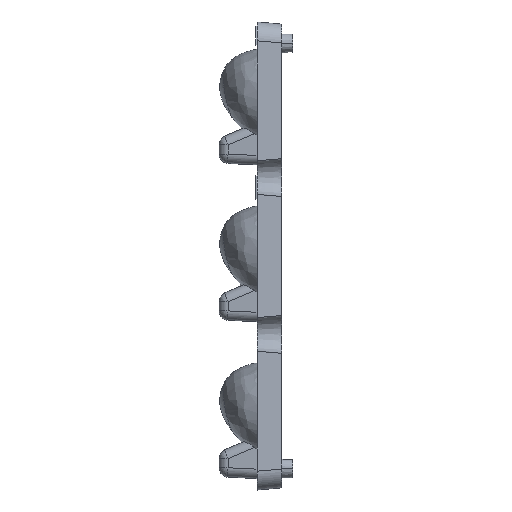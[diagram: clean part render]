
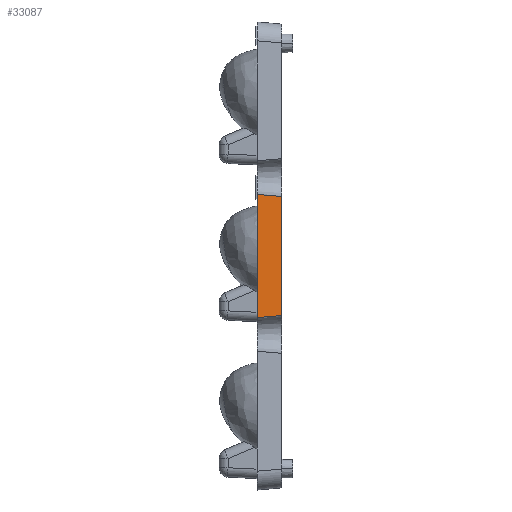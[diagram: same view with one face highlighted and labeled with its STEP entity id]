
A CAD part, left-side view. The second image highlights one B-rep face of the part: STEP entity #33087.
In plain terms, the highlighted planar face has unit normal (-0.996, -0.087, 0).
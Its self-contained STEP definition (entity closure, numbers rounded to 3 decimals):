
#188=DIRECTION('',(0.,0.,1.));
#189=VECTOR('',#188,12.602);
#190=CARTESIAN_POINT('',(-24.54,-2.4,-6.301));
#191=LINE('',#190,#189);
#5906=DIRECTION('',(0.,0.,1.));
#5907=VECTOR('',#5906,13.035);
#5908=CARTESIAN_POINT('',(-24.767,0.2,-6.518));
#5909=LINE('',#5908,#5907);
#9072=CARTESIAN_POINT('',(-24.54,-2.4,6.301));
#9073=CARTESIAN_POINT('',(-24.566,-2.106,
6.324));
#9074=CARTESIAN_POINT('',(-24.617,-1.522,
6.371));
#9075=CARTESIAN_POINT('',(-24.693,-0.655,
6.443));
#9076=CARTESIAN_POINT('',(-24.743,-0.084,
6.493));
#9077=CARTESIAN_POINT('',(-24.767,0.2,6.518));
#9079=CARTESIAN_POINT('',(-24.54,-2.4,-6.301));
#9080=CARTESIAN_POINT('',(-24.566,-2.106,
-6.324));
#9081=CARTESIAN_POINT('',(-24.617,-1.522,
-6.371));
#9082=CARTESIAN_POINT('',(-24.693,-0.655,
-6.443));
#9083=CARTESIAN_POINT('',(-24.743,-0.084,
-6.493));
#9084=CARTESIAN_POINT('',(-24.767,0.2,-6.518));
#12064=CARTESIAN_POINT('',(-24.54,-2.4,-6.301));
#12065=CARTESIAN_POINT('',(-24.54,-2.4,6.301));
#12066=VERTEX_POINT('',#12064);
#12067=VERTEX_POINT('',#12065);
#12097=VERTEX_POINT('',#9077);
#12098=VERTEX_POINT('',#9084);
#33074=CARTESIAN_POINT('',(-24.75,0.,-27.319));
#33075=DIRECTION('',(-0.996,-0.087,0.));
#33076=DIRECTION('',(0.,0.,1.));
#33077=AXIS2_PLACEMENT_3D('',#33074,#33075,#33076);
#33078=PLANE('',#33077);
#33080=ORIENTED_EDGE('',*,*,#33079,.F.);
#33081=ORIENTED_EDGE('',*,*,#14942,.F.);
#33083=ORIENTED_EDGE('',*,*,#33082,.T.);
#33084=ORIENTED_EDGE('',*,*,#24844,.T.);
#33085=EDGE_LOOP('',(#33080,#33081,#33083,#33084));
#33086=FACE_OUTER_BOUND('',#33085,.F.);
#9078=B_SPLINE_CURVE_WITH_KNOTS('',3,(#9072,#9073,#9074,#9075,#9076,#9077),
.UNSPECIFIED.,.F.,.F.,(4,1,1,4),(0.,0.333,0.667,1.),
.UNSPECIFIED.);
#9085=B_SPLINE_CURVE_WITH_KNOTS('',3,(#9079,#9080,#9081,#9082,#9083,#9084),
.UNSPECIFIED.,.F.,.F.,(4,1,1,4),(0.,0.333,0.667,1.),
.UNSPECIFIED.);
#14942=EDGE_CURVE('',#12066,#12067,#191,.T.);
#24844=EDGE_CURVE('',#12098,#12097,#5909,.T.);
#33079=EDGE_CURVE('',#12067,#12097,#9078,.T.);
#33082=EDGE_CURVE('',#12066,#12098,#9085,.T.);
#33087=ADVANCED_FACE('',(#33086),#33078,.T.);
